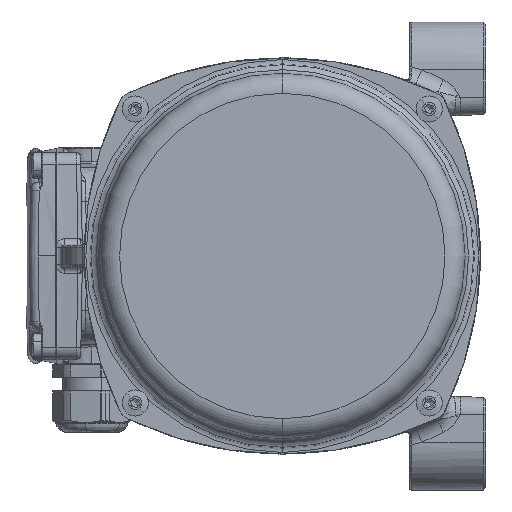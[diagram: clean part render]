
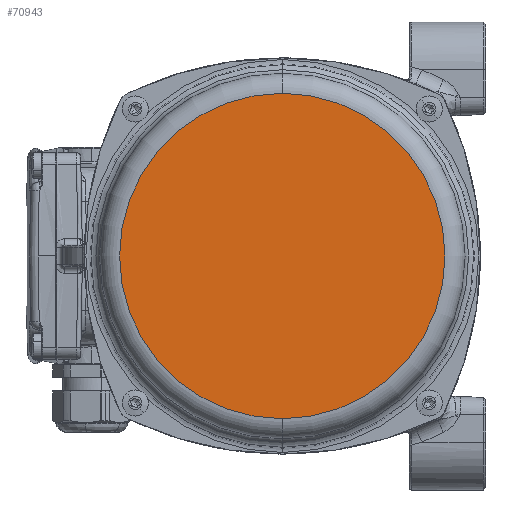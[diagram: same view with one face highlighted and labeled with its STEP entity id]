
A CAD part, left-side view. The second image highlights one B-rep face of the part: STEP entity #70943.
In plain terms, the highlighted planar face has unit normal (-1, 0, 0).
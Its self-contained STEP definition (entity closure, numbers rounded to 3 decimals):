
#6416 = AXIS2_PLACEMENT_3D ( 'NONE', #104642, #139725, #82198 ) ;
#25016 = PLANE ( 'NONE',  #133969 ) ;
#31573 = CIRCLE ( 'NONE', #140618, 74.75 ) ;
#36111 = CARTESIAN_POINT ( 'NONE',  ( -189., 0., 74.75 ) ) ;
#38380 = EDGE_CURVE ( 'NONE', #72402, #134712, #66350, .T. ) ;
#53580 = ORIENTED_EDGE ( 'NONE', *, *, #38380, .T. ) ;
#59137 = DIRECTION ( 'NONE',  ( 1., 0., 0. ) ) ;
#63529 = EDGE_LOOP ( 'NONE', ( #53580, #132626 ) ) ;
#66350 = CIRCLE ( 'NONE', #6416, 74.75 ) ;
#69926 = EDGE_CURVE ( 'NONE', #134712, #72402, #31573, .T. ) ;
#70943 = ADVANCED_FACE ( 'NONE', ( #78611 ), #25016, .F. ) ;
#72402 = VERTEX_POINT ( 'NONE', #91626 ) ;
#77006 = DIRECTION ( 'NONE',  ( -1., 0., 0. ) ) ;
#77499 = CARTESIAN_POINT ( 'NONE',  ( -189., 0., 0. ) ) ;
#78611 = FACE_OUTER_BOUND ( 'NONE', #63529, .T. ) ;
#82198 = DIRECTION ( 'NONE',  ( 0., 0., -1. ) ) ;
#91626 = CARTESIAN_POINT ( 'NONE',  ( -189., 0., -74.75 ) ) ;
#104642 = CARTESIAN_POINT ( 'NONE',  ( -189., 0., 0. ) ) ;
#106567 = DIRECTION ( 'NONE',  ( 0., 0., 1. ) ) ;
#132626 = ORIENTED_EDGE ( 'NONE', *, *, #69926, .T. ) ;
#133969 = AXIS2_PLACEMENT_3D ( 'NONE', #140111, #59137, #106567 ) ;
#134712 = VERTEX_POINT ( 'NONE', #36111 ) ;
#139725 = DIRECTION ( 'NONE',  ( -1., 0., 0. ) ) ;
#140111 = CARTESIAN_POINT ( 'NONE',  ( -189., 0., 74.75 ) ) ;
#140618 = AXIS2_PLACEMENT_3D ( 'NONE', #77499, #77006, #145724 ) ;
#145724 = DIRECTION ( 'NONE',  ( 0., 0., -1. ) ) ;
